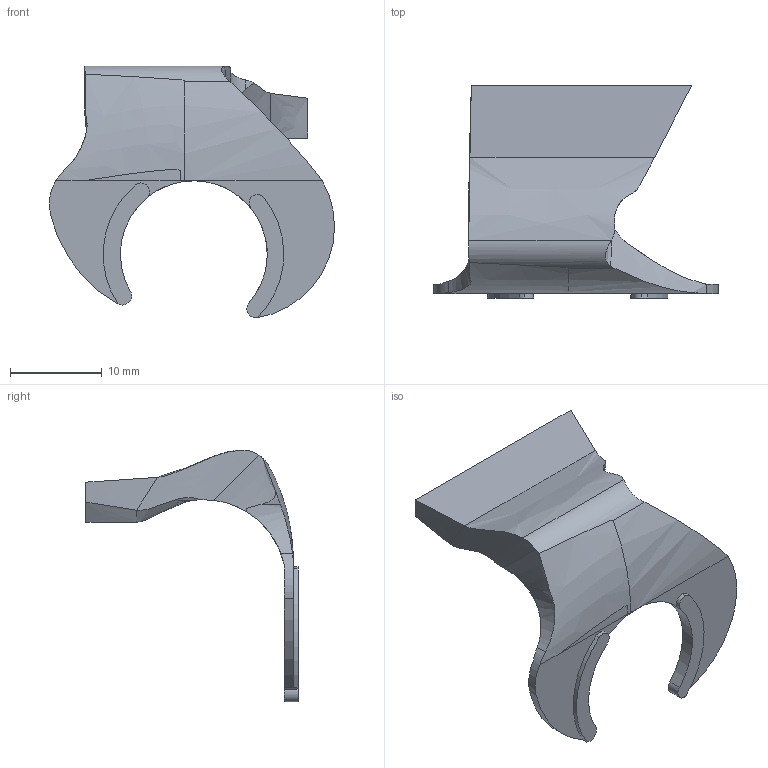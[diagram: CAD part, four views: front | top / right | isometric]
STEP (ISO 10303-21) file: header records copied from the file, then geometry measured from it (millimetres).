
FILE_DESCRIPTION (( 'STEP AP203' ), '1' );
FILE_NAME ('PartCoolingDuctSTEP.STEP', '2023-05-10T17:09:09', ( '' ), ( '' ), 'SwSTEP 2.0', 'SolidWorks 2022', '' );
FILE_SCHEMA (( 'CONFIG_CONTROL_DESIGN' ));
Length unit declared in the file: millimetre
Products named in the file (1): PartCoolingDuctSTEP
Bounding box: 31.05 x 23.1 x 27.43 mm (x, y, z)
Volume: 2296.4 mm3; surface area: 1983.9 mm2
Topology: 1 solids, 1 shells, 49 faces, 131 edges, 84 vertices
Faces by surface type: cylinder 23, bspline 15, plane 11
Entity records: 2349 total; most frequent: CARTESIAN_POINT 1179, ORIENTED_EDGE 262, DIRECTION 177, EDGE_CURVE 131, VERTEX_POINT 84, AXIS2_PLACEMENT_3D 67, B_SPLINE_CURVE_WITH_KNOTS 55, ADVANCED_FACE 49
